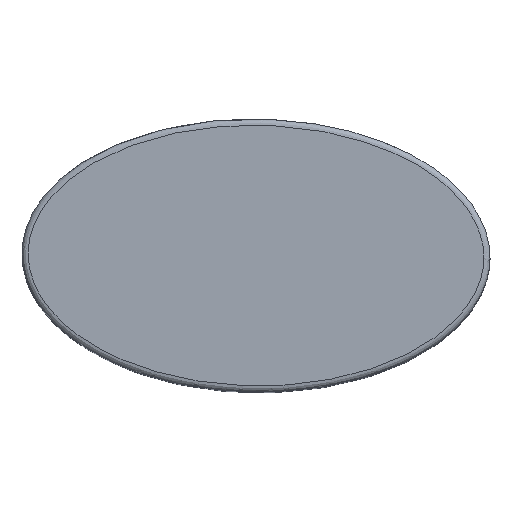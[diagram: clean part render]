
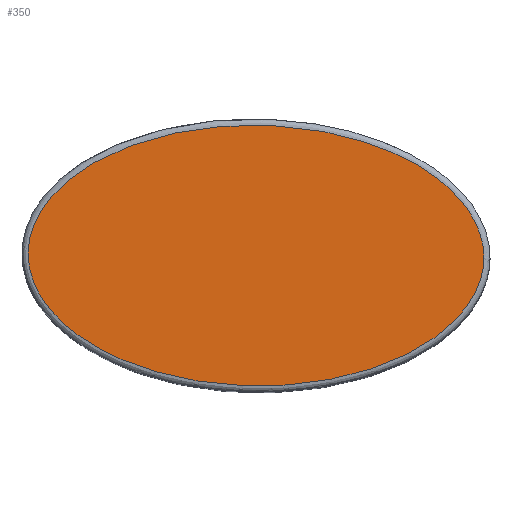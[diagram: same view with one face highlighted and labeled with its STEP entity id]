
A CAD part, top view. The second image highlights one B-rep face of the part: STEP entity #350.
In plain terms, the highlighted planar face has unit normal (0, 0, 1).
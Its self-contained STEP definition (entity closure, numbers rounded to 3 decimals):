
#211 = VERTEX_POINT('',#212);
#212 = CARTESIAN_POINT('',(1.485,-0.018,6.43));
#218 = EDGE_CURVE('',#211,#211,#219,.T.);
#219 = ( BOUNDED_CURVE() B_SPLINE_CURVE(12,(#220,#221,#222,#223,#224,
    #225,#226,#227,#228,#229,#230,#231,#232,#233,#234,#235,#236,#237,
    #238,#239,#240,#241,#242,#243),.UNSPECIFIED.,.T.,.F.) 
B_SPLINE_CURVE_WITH_KNOTS((1,12,11,12,1),(-3.862,
    0.,3.862,7.724,11.586),
.UNSPECIFIED.) CURVE() GEOMETRIC_REPRESENTATION_ITEM() 
RATIONAL_B_SPLINE_CURVE((1.,1.,1.,1.,
    1.,1.,1.,1.,
    1.,1.,1.,1.,1.,1.,1.,1.,1.,1.,1.,1.,1.,1.,1.
,1.)) REPRESENTATION_ITEM('') );
#220 = CARTESIAN_POINT('',(1.485,-0.018,6.43));
#221 = CARTESIAN_POINT('',(1.488,0.193,6.43));
#222 = CARTESIAN_POINT('',(1.388,0.409,6.43));
#223 = CARTESIAN_POINT('',(1.185,0.619,6.43));
#224 = CARTESIAN_POINT('',(0.849,0.812,6.43));
#225 = CARTESIAN_POINT('',(0.458,0.891,6.43));
#226 = CARTESIAN_POINT('',(0.013,0.981,6.43));
#227 = CARTESIAN_POINT('',(-0.436,0.902,6.43));
#228 = CARTESIAN_POINT('',(-0.824,0.832,6.43));
#229 = CARTESIAN_POINT('',(-1.164,0.65,6.43));
#230 = CARTESIAN_POINT('',(-1.374,0.447,6.43));
#231 = CARTESIAN_POINT('',(-1.482,0.233,6.43));
#232 = CARTESIAN_POINT('',(-1.488,-0.197,6.43));
#233 = CARTESIAN_POINT('',(-1.385,-0.413,6.43));
#234 = CARTESIAN_POINT('',(-1.18,-0.621,6.43));
#235 = CARTESIAN_POINT('',(-0.844,-0.811,6.43));
#236 = CARTESIAN_POINT('',(-0.458,-0.891,6.43));
#237 = CARTESIAN_POINT('',(-0.011,-0.981,6.43));
#238 = CARTESIAN_POINT('',(0.436,-0.902,6.43));
#239 = CARTESIAN_POINT('',(0.829,-0.833,6.43));
#240 = CARTESIAN_POINT('',(1.169,-0.648,6.43));
#241 = CARTESIAN_POINT('',(1.377,-0.444,6.43));
#242 = CARTESIAN_POINT('',(1.482,-0.23,6.43));
#243 = CARTESIAN_POINT('',(1.485,-0.018,6.43));
#350 = ADVANCED_FACE('',(#351),#354,.F.);
#351 = FACE_BOUND('',#352,.F.);
#352 = EDGE_LOOP('',(#353));
#353 = ORIENTED_EDGE('',*,*,#218,.F.);
#354 = PLANE('',#355);
#355 = AXIS2_PLACEMENT_3D('',#356,#357,#358);
#356 = CARTESIAN_POINT('',(1.525,-0.019,6.43));
#357 = DIRECTION('',(0.,0.,-1.));
#358 = DIRECTION('',(-1.,0.,0.));
